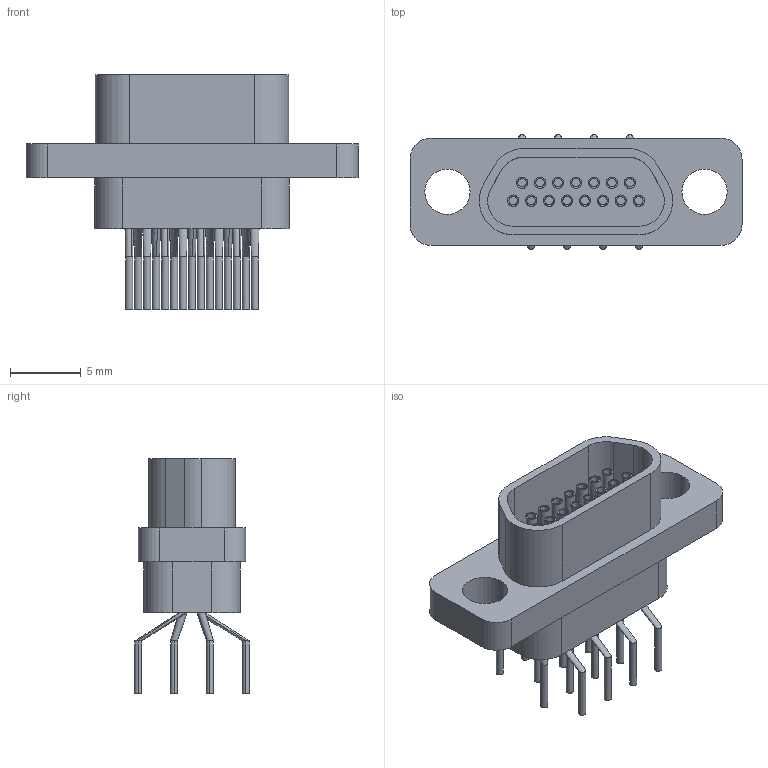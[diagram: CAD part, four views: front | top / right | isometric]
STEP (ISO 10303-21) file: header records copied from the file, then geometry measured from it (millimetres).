
FILE_DESCRIPTION (( 'STEP AP214' ), '1' );
FILE_NAME ('17E64D5B-F0C1-4BD9-8501-3AAA4B5FC3A3.STEP', '2022-08-24T10:26:30', ( '' ), ( '' ), 'SwSTEP 2.0', 'SolidWorks 2022', '' );
FILE_SCHEMA (( 'AUTOMOTIVE_DESIGN' ));
Length unit declared in the file: millimetre
Products named in the file (1): 17E64D5B-F0C1-4BD9-8501-3AAA4B5FC3A3
Bounding box: 23.5 x 8.12 x 16.6 mm (x, y, z)
Volume: 835.8 mm3; surface area: 1352 mm2
Topology: 9 solids, 9 shells, 220 faces, 474 edges, 316 vertices
Faces by surface type: cylinder 112, plane 78, bspline 30
Entity records: 8242 total; most frequent: CARTESIAN_POINT 3183, DIRECTION 982, ORIENTED_EDGE 948, EDGE_CURVE 474, AXIS2_PLACEMENT_3D 411, VERTEX_POINT 316, EDGE_LOOP 268, FACE_OUTER_BOUND 220
